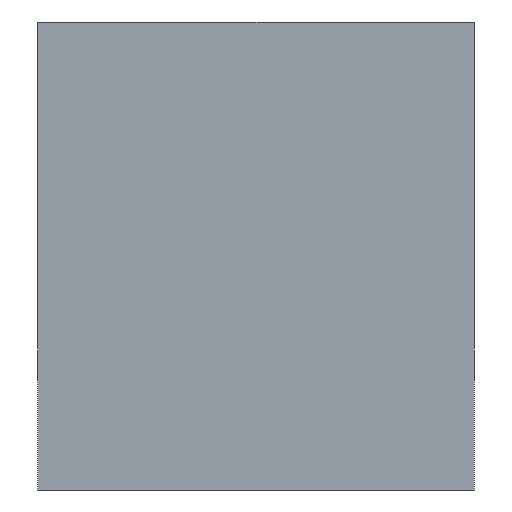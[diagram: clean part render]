
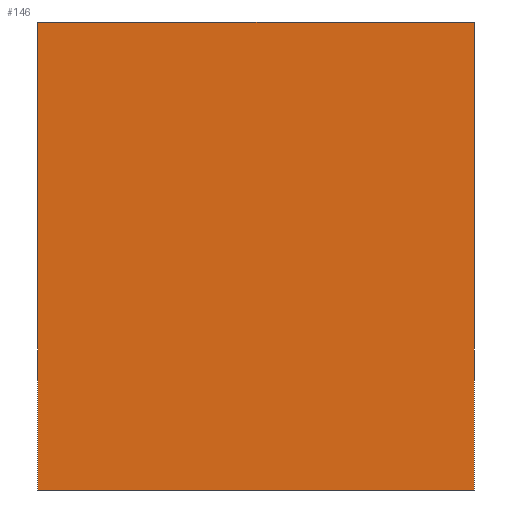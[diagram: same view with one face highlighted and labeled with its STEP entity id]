
A CAD part, left-side view. The second image highlights one B-rep face of the part: STEP entity #146.
In plain terms, the highlighted planar face has unit normal (-1, 0, 0).
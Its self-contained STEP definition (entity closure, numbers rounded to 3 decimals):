
#31=ORIENTED_EDGE('',*,*,#62,.F.);
#32=ORIENTED_EDGE('',*,*,#67,.F.);
#33=ORIENTED_EDGE('',*,*,#68,.T.);
#34=ORIENTED_EDGE('',*,*,#69,.T.);
#62=EDGE_CURVE('',#80,#77,#92,.T.);
#67=EDGE_CURVE('',#85,#80,#97,.T.);
#68=EDGE_CURVE('',#85,#86,#98,.T.);
#69=EDGE_CURVE('',#86,#77,#99,.T.);
#77=VERTEX_POINT('',#216);
#80=VERTEX_POINT('',#221);
#85=VERTEX_POINT('',#234);
#86=VERTEX_POINT('',#236);
#92=LINE('',#222,#108);
#97=LINE('',#233,#113);
#98=LINE('',#235,#114);
#99=LINE('',#237,#115);
#108=VECTOR('',#182,1000.);
#113=VECTOR('',#191,1000.);
#114=VECTOR('',#192,1000.);
#115=VECTOR('',#193,1000.);
#123=EDGE_LOOP('',(#31,#32,#33,#34));
#131=FACE_BOUND('',#123,.T.);
#139=PLANE('',#167);
#146=ADVANCED_FACE('',(#131),#139,.T.);
#167=AXIS2_PLACEMENT_3D('',#232,#189,#190);
#182=DIRECTION('',(0.,-1.,0.));
#189=DIRECTION('',(-1.,0.,0.));
#190=DIRECTION('',(0.,0.,1.));
#191=DIRECTION('',(0.,0.,1.));
#192=DIRECTION('',(0.,-1.,0.));
#193=DIRECTION('',(0.,0.,1.));
#216=CARTESIAN_POINT('',(-100.,-35.,0.));
#221=CARTESIAN_POINT('',(-100.,35.,0.));
#222=CARTESIAN_POINT('',(-100.,35.,0.));
#232=CARTESIAN_POINT('',(-100.,35.,-75.));
#233=CARTESIAN_POINT('',(-100.,35.,-75.));
#234=CARTESIAN_POINT('',(-100.,35.,-75.));
#235=CARTESIAN_POINT('',(-100.,35.,-75.));
#236=CARTESIAN_POINT('',(-100.,-35.,-75.));
#237=CARTESIAN_POINT('',(-100.,-35.,-75.));
